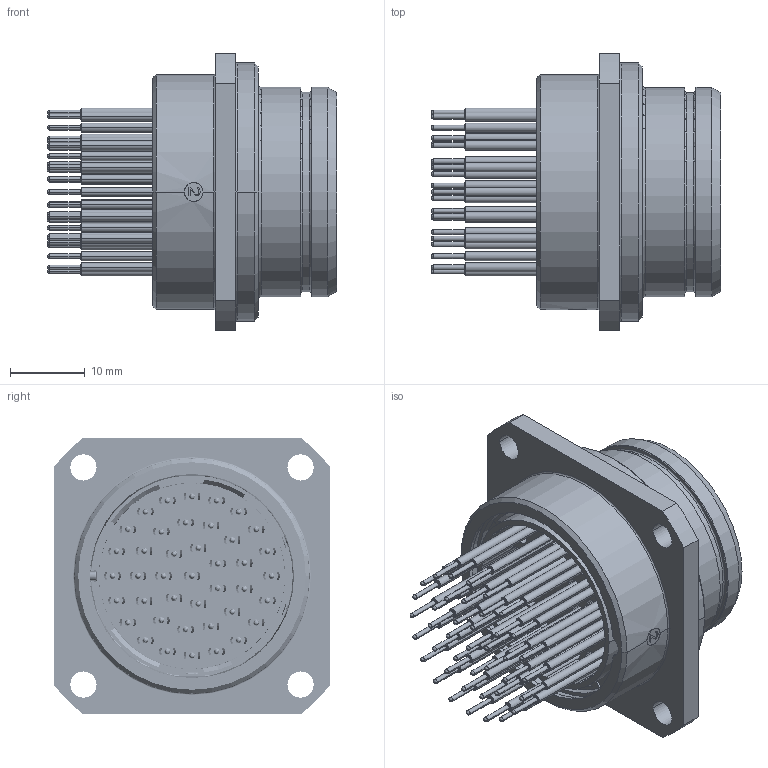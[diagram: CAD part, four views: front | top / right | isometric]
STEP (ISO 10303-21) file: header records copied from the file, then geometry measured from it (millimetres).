
FILE_DESCRIPTION((''),'2;1');
FILE_NAME('1332E541FY','2024-08-02T13:07:03',('paultorloting'),('NET AG system integration'),'CREO PARAMETRIC BY PTC INC, 2021404','CREO PARAMETRIC BY PTC INC, 2021404','');
FILE_SCHEMA(('AUTOMOTIVE_DESIGN { 1 0 10303 214 1 1 1 1 }'));
Products named in the file (1): 1332E541FY
Bounding box: 38.65 x 37 x 37 mm (x, y, z)
Volume: 15169.5 mm3; surface area: 21213.5 mm2
Topology: 1 solids, 1 shells, 4970 faces, 14030 edges, 9119 vertices
Faces by surface type: plane 2863, cylinder 1247, torus 267, bspline 247, cone 182, extrusion 164
Entity records: 198196 total; most frequent: CARTESIAN_POINT 44504, ORIENTED_EDGE 27896, DIRECTION 25294, EDGE_CURVE 13948, VERTEX_POINT 9119, AXIS2_PLACEMENT_3D 8596, VECTOR 8099, LINE 7935
